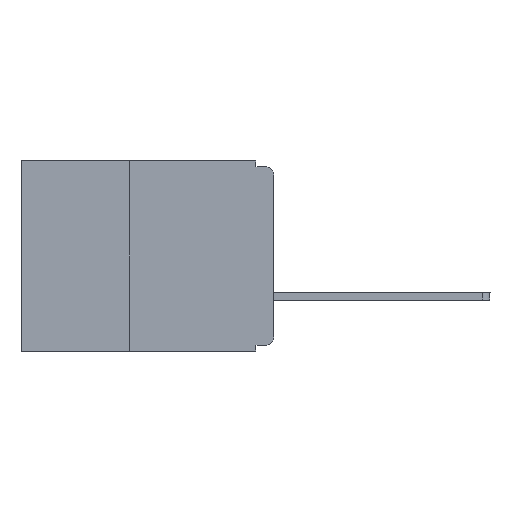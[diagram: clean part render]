
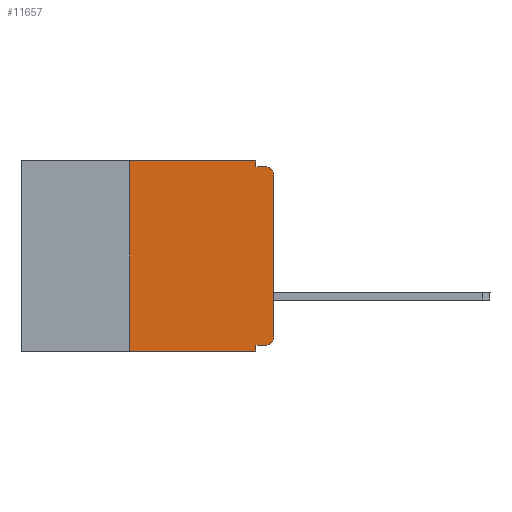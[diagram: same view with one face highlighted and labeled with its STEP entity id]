
A CAD part, left-side view. The second image highlights one B-rep face of the part: STEP entity #11657.
In plain terms, the highlighted planar face has unit normal (-1, 0, 0).
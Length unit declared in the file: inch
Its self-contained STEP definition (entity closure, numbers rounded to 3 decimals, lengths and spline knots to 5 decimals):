
#465 = CARTESIAN_POINT ( 'NONE',  ( 0., 0.031, -0.33 ) ) ;
#790 = CARTESIAN_POINT ( 'NONE',  ( 0., 0.25, 0. ) ) ;
#829 = VECTOR ( 'NONE', #14356, 39.37008 ) ;
#1031 = VECTOR ( 'NONE', #5193, 39.37008 ) ;
#1208 = ORIENTED_EDGE ( 'NONE', *, *, #4938, .T. ) ;
#1327 = VECTOR ( 'NONE', #12525, 39.37008 ) ;
#2110 = CARTESIAN_POINT ( 'NONE',  ( 0., 0.437, 0. ) ) ;
#2185 = VECTOR ( 'NONE', #2816, 39.37008 ) ;
#2283 = VERTEX_POINT ( 'NONE', #16379 ) ;
#2428 = CARTESIAN_POINT ( 'NONE',  ( 0., 0.031, -0.01 ) ) ;
#2432 = AXIS2_PLACEMENT_3D ( 'NONE', #15100, #16382, #12453 ) ;
#2816 = DIRECTION ( 'NONE',  ( 0., 0., -1. ) ) ;
#2919 = EDGE_CURVE ( 'NONE', #7438, #2283, #8566, .T. ) ;
#3056 = ORIENTED_EDGE ( 'NONE', *, *, #6084, .T. ) ;
#3196 = EDGE_CURVE ( 'NONE', #14333, #9372, #4949, .T. ) ;
#3231 = DIRECTION ( 'NONE',  ( 0., 0., -1. ) ) ;
#3272 = EDGE_CURVE ( 'NONE', #14889, #4563, #11541, .T. ) ;
#3853 = VERTEX_POINT ( 'NONE', #11513 ) ;
#3982 = CARTESIAN_POINT ( 'NONE',  ( 0., 0.031, 0. ) ) ;
#3994 = DIRECTION ( 'NONE',  ( 0., 0., 1. ) ) ;
#4250 = LINE ( 'NONE', #10151, #15016 ) ;
#4323 = CARTESIAN_POINT ( 'NONE',  ( 0., 0.015, -0.32 ) ) ;
#4563 = VERTEX_POINT ( 'NONE', #3982 ) ;
#4638 = ORIENTED_EDGE ( 'NONE', *, *, #10743, .F. ) ;
#4768 = EDGE_CURVE ( 'NONE', #8921, #12616, #15254, .T. ) ;
#4866 = CARTESIAN_POINT ( 'NONE',  ( 0., 0.015, -0.305 ) ) ;
#4935 = VECTOR ( 'NONE', #15480, 39.37008 ) ;
#4938 = EDGE_CURVE ( 'NONE', #5781, #14333, #13072, .T. ) ;
#4949 = LINE ( 'NONE', #12815, #9756 ) ;
#5193 = DIRECTION ( 'NONE',  ( 0., -1., 0. ) ) ;
#5469 = CARTESIAN_POINT ( 'NONE',  ( 0., 0.031, -0.32 ) ) ;
#5582 = ORIENTED_EDGE ( 'NONE', *, *, #3196, .T. ) ;
#5781 = VERTEX_POINT ( 'NONE', #4323 ) ;
#6084 = EDGE_CURVE ( 'NONE', #9372, #2283, #7628, .T. ) ;
#6204 = AXIS2_PLACEMENT_3D ( 'NONE', #2110, #15908, #3231 ) ;
#6503 = CARTESIAN_POINT ( 'NONE',  ( 0., 0., -0.32 ) ) ;
#7438 = VERTEX_POINT ( 'NONE', #2428 ) ;
#7628 = CIRCLE ( 'NONE', #2432, 0.015 ) ;
#7741 = LINE ( 'NONE', #10258, #2185 ) ;
#7981 = ORIENTED_EDGE ( 'NONE', *, *, #2919, .F. ) ;
#8434 = ORIENTED_EDGE ( 'NONE', *, *, #3272, .F. ) ;
#8482 = LINE ( 'NONE', #11458, #1327 ) ;
#8566 = LINE ( 'NONE', #14052, #1031 ) ;
#8921 = VERTEX_POINT ( 'NONE', #5469 ) ;
#9372 = VERTEX_POINT ( 'NONE', #15204 ) ;
#9446 = EDGE_CURVE ( 'NONE', #5781, #8921, #13526, .T. ) ;
#9698 = ORIENTED_EDGE ( 'NONE', *, *, #9446, .F. ) ;
#9756 = VECTOR ( 'NONE', #3994, 39.37008 ) ;
#10151 = CARTESIAN_POINT ( 'NONE',  ( 0., 0.437, -0.33 ) ) ;
#10258 = CARTESIAN_POINT ( 'NONE',  ( 0., 0.031, 0. ) ) ;
#10743 = EDGE_CURVE ( 'NONE', #3853, #14889, #8482, .T. ) ;
#10839 = ORIENTED_EDGE ( 'NONE', *, *, #13371, .F. ) ;
#11458 = CARTESIAN_POINT ( 'NONE',  ( 0., 0.25, -0.33 ) ) ;
#11513 = CARTESIAN_POINT ( 'NONE',  ( 0., 0.25, -0.33 ) ) ;
#11541 = LINE ( 'NONE', #11811, #829 ) ;
#11657 = ADVANCED_FACE ( 'NONE', ( #14011 ), #14848, .F. ) ;
#11688 = VECTOR ( 'NONE', #13299, 39.37008 ) ;
#11811 = CARTESIAN_POINT ( 'NONE',  ( 0., 0.437, 0. ) ) ;
#12453 = DIRECTION ( 'NONE',  ( 0., 0., -1. ) ) ;
#12525 = DIRECTION ( 'NONE',  ( 0., 0., 1. ) ) ;
#12616 = VERTEX_POINT ( 'NONE', #16119 ) ;
#12665 = DIRECTION ( 'NONE',  ( 0., -1., 0. ) ) ;
#12815 = CARTESIAN_POINT ( 'NONE',  ( 0., 0., 0. ) ) ;
#13072 = CIRCLE ( 'NONE', #13806, 0.015 ) ;
#13299 = DIRECTION ( 'NONE',  ( 0., 0., -1. ) ) ;
#13371 = EDGE_CURVE ( 'NONE', #4563, #7438, #7741, .T. ) ;
#13404 = CARTESIAN_POINT ( 'NONE',  ( 0., 0., -0.305 ) ) ;
#13526 = LINE ( 'NONE', #6503, #4935 ) ;
#13777 = DIRECTION ( 'NONE',  ( -1., 0., 0. ) ) ;
#13806 = AXIS2_PLACEMENT_3D ( 'NONE', #4866, #13777, #15059 ) ;
#13917 = EDGE_LOOP ( 'NONE', ( #5582, #3056, #7981, #10839, #8434, #4638, #16415, #13999, #9698, #1208 ) ) ;
#13999 = ORIENTED_EDGE ( 'NONE', *, *, #4768, .F. ) ;
#14011 = FACE_OUTER_BOUND ( 'NONE', #13917, .T. ) ;
#14052 = CARTESIAN_POINT ( 'NONE',  ( 0., 0., -0.01 ) ) ;
#14333 = VERTEX_POINT ( 'NONE', #13404 ) ;
#14356 = DIRECTION ( 'NONE',  ( 0., -1., 0. ) ) ;
#14848 = PLANE ( 'NONE',  #6204 ) ;
#14889 = VERTEX_POINT ( 'NONE', #790 ) ;
#15016 = VECTOR ( 'NONE', #12665, 39.37008 ) ;
#15059 = DIRECTION ( 'NONE',  ( 0., 0., -1. ) ) ;
#15100 = CARTESIAN_POINT ( 'NONE',  ( 0., 0.015, -0.025 ) ) ;
#15204 = CARTESIAN_POINT ( 'NONE',  ( 0., 0., -0.025 ) ) ;
#15254 = LINE ( 'NONE', #465, #11688 ) ;
#15480 = DIRECTION ( 'NONE',  ( 0., 1., 0. ) ) ;
#15886 = EDGE_CURVE ( 'NONE', #3853, #12616, #4250, .T. ) ;
#15908 = DIRECTION ( 'NONE',  ( 1., 0., 0. ) ) ;
#16119 = CARTESIAN_POINT ( 'NONE',  ( 0., 0.031, -0.33 ) ) ;
#16379 = CARTESIAN_POINT ( 'NONE',  ( 0., 0.015, -0.01 ) ) ;
#16382 = DIRECTION ( 'NONE',  ( -1., 0., 0. ) ) ;
#16415 = ORIENTED_EDGE ( 'NONE', *, *, #15886, .T. ) ;
